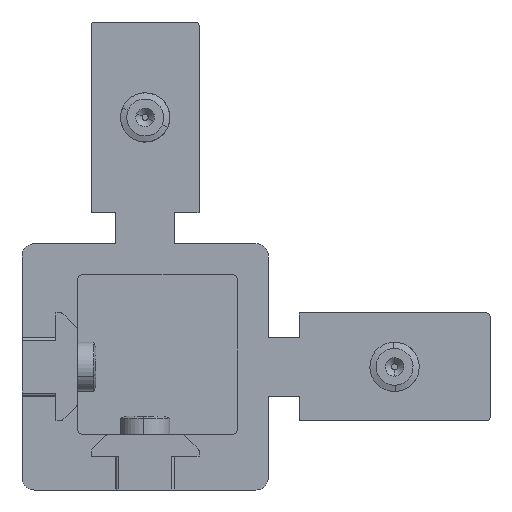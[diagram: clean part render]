
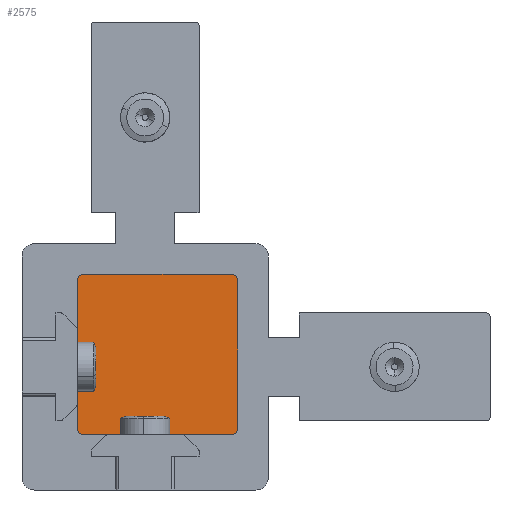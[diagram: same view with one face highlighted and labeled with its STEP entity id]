
A CAD part, front view. The second image highlights one B-rep face of the part: STEP entity #2575.
In plain terms, the highlighted planar face has unit normal (0, -1, 0).
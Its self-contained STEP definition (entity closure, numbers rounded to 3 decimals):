
#40 = ORIENTED_EDGE ( 'NONE', *, *, #3058, .T. ) ;
#92 = VERTEX_POINT ( 'NONE', #3810 ) ;
#165 = CARTESIAN_POINT ( 'NONE',  ( 14., -3.5, 15. ) ) ;
#305 = FACE_OUTER_BOUND ( 'NONE', #1670, .T. ) ;
#306 = VECTOR ( 'NONE', #1128, 1000. ) ;
#363 = DIRECTION ( 'NONE',  ( 0., -1., 0. ) ) ;
#371 = EDGE_CURVE ( 'NONE', #683, #4094, #3413, .T. ) ;
#385 = AXIS2_PLACEMENT_3D ( 'NONE', #1301, #4062, #1483 ) ;
#464 = CARTESIAN_POINT ( 'NONE',  ( 15., -3.5, 15. ) ) ;
#555 = VERTEX_POINT ( 'NONE', #3583 ) ;
#612 = CARTESIAN_POINT ( 'NONE',  ( -11., -3.5, -11. ) ) ;
#640 = DIRECTION ( 'NONE',  ( 0., -1., 0. ) ) ;
#683 = VERTEX_POINT ( 'NONE', #3239 ) ;
#723 = EDGE_CURVE ( 'NONE', #2483, #555, #2326, .T. ) ;
#810 = PLANE ( 'NONE',  #385 ) ;
#818 = CIRCLE ( 'NONE', #3831, 1. ) ;
#830 = EDGE_CURVE ( 'NONE', #3982, #92, #818, .T. ) ;
#844 = CARTESIAN_POINT ( 'NONE',  ( -11., -3.5, 15. ) ) ;
#928 = EDGE_CURVE ( 'NONE', #555, #3960, #3098, .T. ) ;
#936 = ORIENTED_EDGE ( 'NONE', *, *, #2882, .T. ) ;
#998 = LINE ( 'NONE', #844, #2991 ) ;
#1035 = EDGE_CURVE ( 'NONE', #3960, #3982, #998, .T. ) ;
#1128 = DIRECTION ( 'NONE',  ( 0., 0., 1. ) ) ;
#1134 = DIRECTION ( 'NONE',  ( 0., -1., 0. ) ) ;
#1149 = AXIS2_PLACEMENT_3D ( 'NONE', #3340, #1225, #3672 ) ;
#1225 = DIRECTION ( 'NONE',  ( 0., -1., 0. ) ) ;
#1301 = CARTESIAN_POINT ( 'NONE',  ( 0., -3.5, 0. ) ) ;
#1483 = DIRECTION ( 'NONE',  ( 0., 0., -1. ) ) ;
#1514 = CARTESIAN_POINT ( 'NONE',  ( -10., -3.5, -10. ) ) ;
#1670 = EDGE_LOOP ( 'NONE', ( #4415, #40, #1834, #936, #2404, #3763, #4441, #1921 ) ) ;
#1784 = VERTEX_POINT ( 'NONE', #2634 ) ;
#1834 = ORIENTED_EDGE ( 'NONE', *, *, #371, .T. ) ;
#1903 = DIRECTION ( 'NONE',  ( -1., 0., 0. ) ) ;
#1921 = ORIENTED_EDGE ( 'NONE', *, *, #830, .T. ) ;
#2077 = CARTESIAN_POINT ( 'NONE',  ( -11., -3.5, 14. ) ) ;
#2168 = CARTESIAN_POINT ( 'NONE',  ( 15., -3.5, 14. ) ) ;
#2208 = AXIS2_PLACEMENT_3D ( 'NONE', #3113, #640, #2755 ) ;
#2229 = CARTESIAN_POINT ( 'NONE',  ( 15., -3.5, -11. ) ) ;
#2326 = LINE ( 'NONE', #464, #2825 ) ;
#2404 = ORIENTED_EDGE ( 'NONE', *, *, #723, .T. ) ;
#2483 = VERTEX_POINT ( 'NONE', #165 ) ;
#2575 = ADVANCED_FACE ( 'NONE', ( #305 ), #810, .T. ) ;
#2634 = CARTESIAN_POINT ( 'NONE',  ( 14., -3.5, -11. ) ) ;
#2660 = AXIS2_PLACEMENT_3D ( 'NONE', #3253, #1134, #3591 ) ;
#2731 = DIRECTION ( 'NONE',  ( 1., 0., 0. ) ) ;
#2755 = DIRECTION ( 'NONE',  ( 0., 0., -1. ) ) ;
#2802 = CARTESIAN_POINT ( 'NONE',  ( -11., -3.5, -10. ) ) ;
#2825 = VECTOR ( 'NONE', #1903, 1000. ) ;
#2882 = EDGE_CURVE ( 'NONE', #4094, #2483, #3329, .T. ) ;
#2991 = VECTOR ( 'NONE', #4288, 1000. ) ;
#3058 = EDGE_CURVE ( 'NONE', #1784, #683, #4493, .T. ) ;
#3098 = CIRCLE ( 'NONE', #2208, 1. ) ;
#3113 = CARTESIAN_POINT ( 'NONE',  ( -10., -3.5, 14. ) ) ;
#3156 = LINE ( 'NONE', #612, #3842 ) ;
#3239 = CARTESIAN_POINT ( 'NONE',  ( 15., -3.5, -10. ) ) ;
#3253 = CARTESIAN_POINT ( 'NONE',  ( 14., -3.5, 14. ) ) ;
#3329 = CIRCLE ( 'NONE', #2660, 1. ) ;
#3340 = CARTESIAN_POINT ( 'NONE',  ( 14., -3.5, -10. ) ) ;
#3413 = LINE ( 'NONE', #2229, #306 ) ;
#3583 = CARTESIAN_POINT ( 'NONE',  ( -10., -3.5, 15. ) ) ;
#3591 = DIRECTION ( 'NONE',  ( 0., 0., -1. ) ) ;
#3672 = DIRECTION ( 'NONE',  ( 0., 0., -1. ) ) ;
#3763 = ORIENTED_EDGE ( 'NONE', *, *, #928, .T. ) ;
#3810 = CARTESIAN_POINT ( 'NONE',  ( -10., -3.5, -11. ) ) ;
#3831 = AXIS2_PLACEMENT_3D ( 'NONE', #1514, #363, #3958 ) ;
#3842 = VECTOR ( 'NONE', #2731, 1000. ) ;
#3854 = EDGE_CURVE ( 'NONE', #92, #1784, #3156, .T. ) ;
#3958 = DIRECTION ( 'NONE',  ( 0., 0., -1. ) ) ;
#3960 = VERTEX_POINT ( 'NONE', #2077 ) ;
#3982 = VERTEX_POINT ( 'NONE', #2802 ) ;
#4062 = DIRECTION ( 'NONE',  ( 0., -1., 0. ) ) ;
#4094 = VERTEX_POINT ( 'NONE', #2168 ) ;
#4288 = DIRECTION ( 'NONE',  ( 0., 0., -1. ) ) ;
#4415 = ORIENTED_EDGE ( 'NONE', *, *, #3854, .T. ) ;
#4441 = ORIENTED_EDGE ( 'NONE', *, *, #1035, .T. ) ;
#4493 = CIRCLE ( 'NONE', #1149, 1. ) ;
